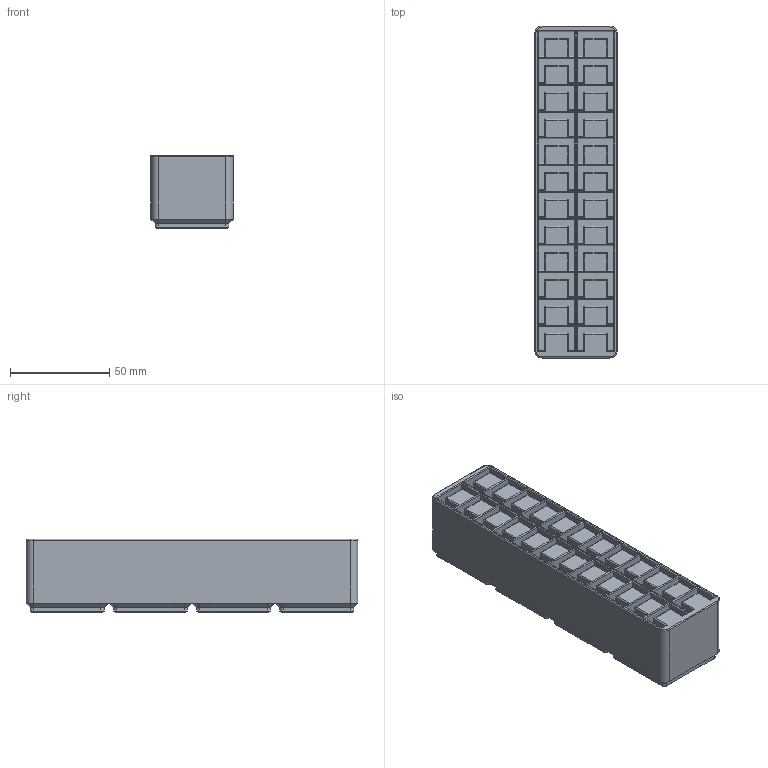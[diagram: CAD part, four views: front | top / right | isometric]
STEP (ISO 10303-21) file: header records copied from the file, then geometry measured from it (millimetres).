
FILE_DESCRIPTION(('FreeCAD Model'),'2;1');
FILE_NAME('Open CASCADE Shape Model','2025-02-20T22:27:56',(''),(''), 'Open CASCADE STEP processor 7.8','FreeCAD','Unknown');
FILE_SCHEMA(('AUTOMOTIVE_DESIGN { 1 0 10303 214 1 1 1 1 }'));
Length unit declared in the file: millimetre
Products named in the file (1): XiaoESPC3
Bounding box: 41.5 x 167.5 x 37 mm (x, y, z)
Volume: 210607 mm3; surface area: 55728.8 mm2
Topology: 1 solids, 1 shells, 560 faces, 1270 edges, 752 vertices
Faces by surface type: plane 292, cylinder 232, cone 32, torus 4
Full cylindrical faces by diameter (mm): 3 x16
Entity records: 15224 total; most frequent: CARTESIAN_POINT 2647, DIRECTION 2632, ORIENTED_EDGE 2540, EDGE_CURVE 1270, LINE 902, VECTOR 902, AXIS2_PLACEMENT_3D 865, VERTEX_POINT 752
